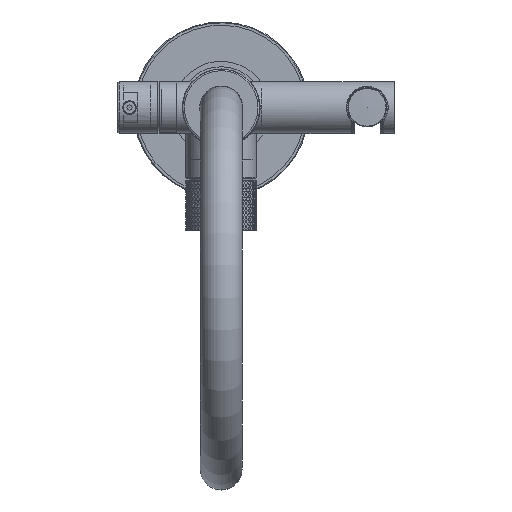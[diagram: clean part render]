
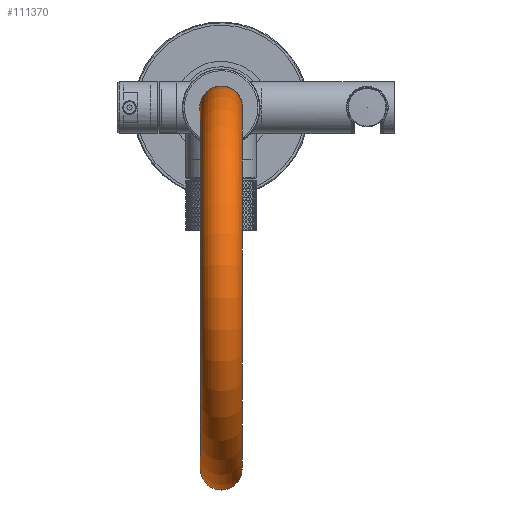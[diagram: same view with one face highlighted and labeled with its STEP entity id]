
A CAD part, top view. The second image highlights one B-rep face of the part: STEP entity #111370.
In plain terms, the highlighted toroidal (fillet/blend) face has major radius 112.5 mm and minor radius 13 mm.
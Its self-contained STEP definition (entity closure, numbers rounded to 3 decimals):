
#16298=TOROIDAL_SURFACE('',#117143,112.5,13.);
#18366=ORIENTED_EDGE('',*,*,#42417,.F.);
#18367=ORIENTED_EDGE('',*,*,#42415,.T.);
#42415=EDGE_CURVE('',#54515,#54515,#61495,.F.);
#42417=EDGE_CURVE('',#54517,#54517,#61497,.F.);
#54515=VERTEX_POINT('',#127387);
#54517=VERTEX_POINT('',#127393);
#61495=CIRCLE('',#117140,13.);
#61497=CIRCLE('',#117144,13.);
#62255=EDGE_LOOP('',(#18366));
#62256=EDGE_LOOP('',(#18367));
#68110=FACE_BOUND('',#62255,.T.);
#68111=FACE_BOUND('',#62256,.T.);
#111370=ADVANCED_FACE('',(#68110,#68111),#16298,.T.);
#117140=AXIS2_PLACEMENT_3D('',#127386,#119970,#119971);
#117143=AXIS2_PLACEMENT_3D('',#127391,#119976,#119977);
#117144=AXIS2_PLACEMENT_3D('',#127392,#119978,#119979);
#119970=DIRECTION('',(0.,0.,-1.));
#119971=DIRECTION('',(-1.,0.,0.));
#119976=DIRECTION('',(1.,0.,0.));
#119977=DIRECTION('',(0.,1.,0.));
#119978=DIRECTION('',(0.,0.,1.));
#119979=DIRECTION('',(0.,-1.,0.));
#127386=CARTESIAN_POINT('',(0.,0.,
454.5));
#127387=CARTESIAN_POINT('',(-13.,0.,454.5));
#127391=CARTESIAN_POINT('',(0.,-112.5,454.5));
#127392=CARTESIAN_POINT('',(0.,-225.,454.5));
#127393=CARTESIAN_POINT('',(-13.,-225.,454.5));
